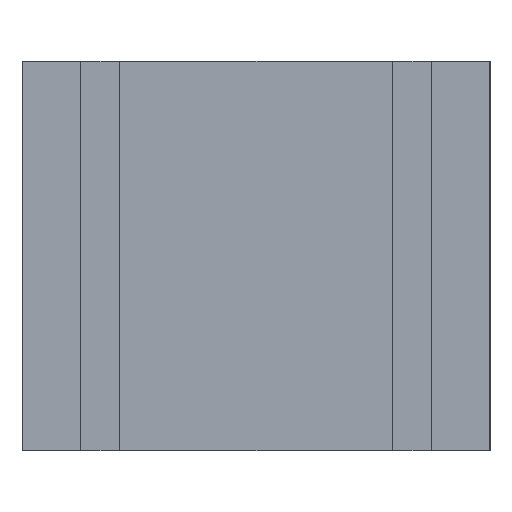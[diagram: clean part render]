
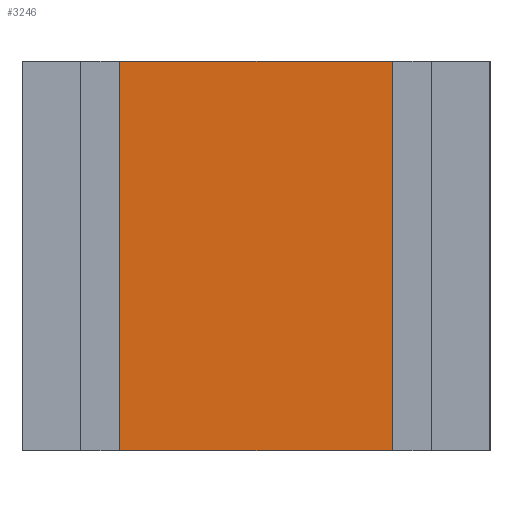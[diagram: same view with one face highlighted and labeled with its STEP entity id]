
A CAD part, front view. The second image highlights one B-rep face of the part: STEP entity #3246.
In plain terms, the highlighted planar face has unit normal (0, -1, 0).
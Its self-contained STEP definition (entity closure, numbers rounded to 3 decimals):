
#8 = CARTESIAN_POINT ( 'NONE',  ( 0., 0., 50. ) ) ;
#20 = LINE ( 'NONE', #2085, #2541 ) ;
#209 = CARTESIAN_POINT ( 'NONE',  ( -34.9, 0., 50. ) ) ;
#275 = PLANE ( 'NONE',  #3237 ) ;
#303 = ORIENTED_EDGE ( 'NONE', *, *, #2602, .F. ) ;
#320 = CARTESIAN_POINT ( 'NONE',  ( 0., 0., 50. ) ) ;
#369 = VERTEX_POINT ( 'NONE', #2715 ) ;
#393 = DIRECTION ( 'NONE',  ( 1., 0., 0. ) ) ;
#425 = EDGE_CURVE ( 'NONE', #849, #2825, #3449, .T. ) ;
#473 = ORIENTED_EDGE ( 'NONE', *, *, #3984, .T. ) ;
#730 = CARTESIAN_POINT ( 'NONE',  ( 34.9, 0., 50. ) ) ;
#784 = VECTOR ( 'NONE', #2868, 1000. ) ;
#841 = CARTESIAN_POINT ( 'NONE',  ( 34.9, 0., 50. ) ) ;
#849 = VERTEX_POINT ( 'NONE', #209 ) ;
#967 = DIRECTION ( 'NONE',  ( 0., 1., 0. ) ) ;
#974 = LINE ( 'NONE', #3681, #3720 ) ;
#976 = ORIENTED_EDGE ( 'NONE', *, *, #425, .F. ) ;
#1401 = EDGE_CURVE ( 'NONE', #849, #369, #974, .T. ) ;
#1629 = DIRECTION ( 'NONE',  ( 0., 0., 1. ) ) ;
#2085 = CARTESIAN_POINT ( 'NONE',  ( 0., 0., -50. ) ) ;
#2541 = VECTOR ( 'NONE', #393, 1000. ) ;
#2602 = EDGE_CURVE ( 'NONE', #2825, #4119, #4273, .T. ) ;
#2715 = CARTESIAN_POINT ( 'NONE',  ( -34.9, 0., -50. ) ) ;
#2825 = VERTEX_POINT ( 'NONE', #730 ) ;
#2868 = DIRECTION ( 'NONE',  ( 0., 0., -1. ) ) ;
#3020 = EDGE_LOOP ( 'NONE', ( #473, #303, #976, #3893 ) ) ;
#3237 = AXIS2_PLACEMENT_3D ( 'NONE', #320, #967, #1629 ) ;
#3246 = ADVANCED_FACE ( 'NONE', ( #4003 ), #275, .F. ) ;
#3416 = VECTOR ( 'NONE', #3425, 1000. ) ;
#3425 = DIRECTION ( 'NONE',  ( 1., 0., 0. ) ) ;
#3449 = LINE ( 'NONE', #8, #3416 ) ;
#3681 = CARTESIAN_POINT ( 'NONE',  ( -34.9, 0., 50. ) ) ;
#3720 = VECTOR ( 'NONE', #4362, 1000. ) ;
#3877 = CARTESIAN_POINT ( 'NONE',  ( 34.9, 0., -50. ) ) ;
#3893 = ORIENTED_EDGE ( 'NONE', *, *, #1401, .T. ) ;
#3984 = EDGE_CURVE ( 'NONE', #369, #4119, #20, .T. ) ;
#4003 = FACE_OUTER_BOUND ( 'NONE', #3020, .T. ) ;
#4119 = VERTEX_POINT ( 'NONE', #3877 ) ;
#4273 = LINE ( 'NONE', #841, #784 ) ;
#4362 = DIRECTION ( 'NONE',  ( 0., 0., -1. ) ) ;
